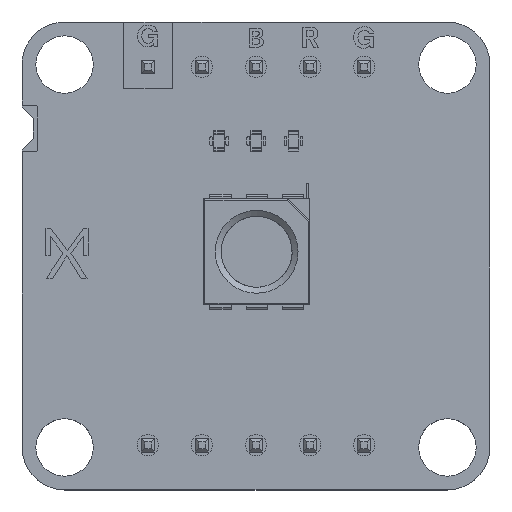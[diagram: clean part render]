
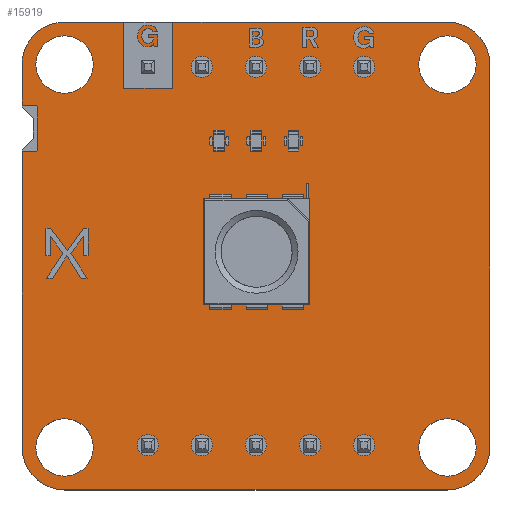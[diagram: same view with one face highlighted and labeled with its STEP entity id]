
A CAD part, top view. The second image highlights one B-rep face of the part: STEP entity #15919.
In plain terms, the highlighted planar face has unit normal (0, 0, 1).
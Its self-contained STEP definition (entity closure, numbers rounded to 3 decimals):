
#15584 = VERTEX_POINT('',#15585);
#15585 = CARTESIAN_POINT('',(8.998,11.,1.51));
#15591 = EDGE_CURVE('',#15584,#15592,#15594,.T.);
#15592 = VERTEX_POINT('',#15593);
#15593 = CARTESIAN_POINT('',(10.998,9.,1.51));
#15594 = CIRCLE('',#15595,2.);
#15595 = AXIS2_PLACEMENT_3D('',#15596,#15597,#15598);
#15596 = CARTESIAN_POINT('',(8.998,9.,1.51));
#15597 = DIRECTION('',(0.,0.,-1.));
#15598 = DIRECTION('',(0.,1.,0.));
#15626 = VERTEX_POINT('',#15627);
#15627 = CARTESIAN_POINT('',(-8.993,11.,1.51));
#15633 = EDGE_CURVE('',#15626,#15584,#15634,.T.);
#15634 = LINE('',#15635,#15636);
#15635 = CARTESIAN_POINT('',(-8.993,11.,1.51));
#15636 = VECTOR('',#15637,1.);
#15637 = DIRECTION('',(1.,0.,0.));
#15655 = EDGE_CURVE('',#15592,#15656,#15658,.T.);
#15656 = VERTEX_POINT('',#15657);
#15657 = CARTESIAN_POINT('',(10.998,-9.,1.51));
#15658 = LINE('',#15659,#15660);
#15659 = CARTESIAN_POINT('',(10.998,9.,1.51));
#15660 = VECTOR('',#15661,1.);
#15661 = DIRECTION('',(0.,-1.,0.));
#15919 = ADVANCED_FACE('',(#15920,#15998,#16009,#16020,#16031,#16042,
    #16053,#16064,#16075,#16086,#16097,#16108,#16119,#16130,#16141),
  #16152,.T.);
#15920 = FACE_BOUND('',#15921,.T.);
#15921 = EDGE_LOOP('',(#15922,#15923,#15924,#15933,#15941,#15949,#15957,
    #15965,#15973,#15982,#15990,#15997));
#15922 = ORIENTED_EDGE('',*,*,#15591,.F.);
#15923 = ORIENTED_EDGE('',*,*,#15633,.F.);
#15924 = ORIENTED_EDGE('',*,*,#15925,.F.);
#15925 = EDGE_CURVE('',#15926,#15626,#15928,.T.);
#15926 = VERTEX_POINT('',#15927);
#15927 = CARTESIAN_POINT('',(-11.002,9.,1.51));
#15928 = CIRCLE('',#15929,2.);
#15929 = AXIS2_PLACEMENT_3D('',#15930,#15931,#15932);
#15930 = CARTESIAN_POINT('',(-9.002,9.,1.51));
#15931 = DIRECTION('',(0.,0.,-1.));
#15932 = DIRECTION('',(-1.,0.,0.));
#15933 = ORIENTED_EDGE('',*,*,#15934,.F.);
#15934 = EDGE_CURVE('',#15935,#15926,#15937,.T.);
#15935 = VERTEX_POINT('',#15936);
#15936 = CARTESIAN_POINT('',(-11.002,7.,1.51));
#15937 = LINE('',#15938,#15939);
#15938 = CARTESIAN_POINT('',(-11.002,7.,1.51));
#15939 = VECTOR('',#15940,1.);
#15940 = DIRECTION('',(0.,1.,0.));
#15941 = ORIENTED_EDGE('',*,*,#15942,.F.);
#15942 = EDGE_CURVE('',#15943,#15935,#15945,.T.);
#15943 = VERTEX_POINT('',#15944);
#15944 = CARTESIAN_POINT('',(-10.472,6.47,1.51));
#15945 = LINE('',#15946,#15947);
#15946 = CARTESIAN_POINT('',(-10.472,6.47,1.51));
#15947 = VECTOR('',#15948,1.);
#15948 = DIRECTION('',(-0.707,0.707,0.));
#15949 = ORIENTED_EDGE('',*,*,#15950,.F.);
#15950 = EDGE_CURVE('',#15951,#15943,#15953,.T.);
#15951 = VERTEX_POINT('',#15952);
#15952 = CARTESIAN_POINT('',(-10.472,5.53,1.51));
#15953 = LINE('',#15954,#15955);
#15954 = CARTESIAN_POINT('',(-10.472,5.53,1.51));
#15955 = VECTOR('',#15956,1.);
#15956 = DIRECTION('',(0.,1.,0.));
#15957 = ORIENTED_EDGE('',*,*,#15958,.F.);
#15958 = EDGE_CURVE('',#15959,#15951,#15961,.T.);
#15959 = VERTEX_POINT('',#15960);
#15960 = CARTESIAN_POINT('',(-11.002,5.,1.51));
#15961 = LINE('',#15962,#15963);
#15962 = CARTESIAN_POINT('',(-11.002,5.,1.51));
#15963 = VECTOR('',#15964,1.);
#15964 = DIRECTION('',(0.707,0.707,0.));
#15965 = ORIENTED_EDGE('',*,*,#15966,.F.);
#15966 = EDGE_CURVE('',#15967,#15959,#15969,.T.);
#15967 = VERTEX_POINT('',#15968);
#15968 = CARTESIAN_POINT('',(-11.002,-9.,1.51));
#15969 = LINE('',#15970,#15971);
#15970 = CARTESIAN_POINT('',(-11.002,-9.,1.51));
#15971 = VECTOR('',#15972,1.);
#15972 = DIRECTION('',(0.,1.,0.));
#15973 = ORIENTED_EDGE('',*,*,#15974,.F.);
#15974 = EDGE_CURVE('',#15975,#15967,#15977,.T.);
#15975 = VERTEX_POINT('',#15976);
#15976 = CARTESIAN_POINT('',(-9.002,-11.,1.51));
#15977 = CIRCLE('',#15978,2.);
#15978 = AXIS2_PLACEMENT_3D('',#15979,#15980,#15981);
#15979 = CARTESIAN_POINT('',(-9.002,-9.,1.51));
#15980 = DIRECTION('',(0.,0.,-1.));
#15981 = DIRECTION('',(0.,-1.,0.));
#15982 = ORIENTED_EDGE('',*,*,#15983,.F.);
#15983 = EDGE_CURVE('',#15984,#15975,#15986,.T.);
#15984 = VERTEX_POINT('',#15985);
#15985 = CARTESIAN_POINT('',(8.998,-11.,1.51));
#15986 = LINE('',#15987,#15988);
#15987 = CARTESIAN_POINT('',(8.998,-11.,1.51));
#15988 = VECTOR('',#15989,1.);
#15989 = DIRECTION('',(-1.,0.,0.));
#15990 = ORIENTED_EDGE('',*,*,#15991,.F.);
#15991 = EDGE_CURVE('',#15656,#15984,#15992,.T.);
#15992 = CIRCLE('',#15993,2.);
#15993 = AXIS2_PLACEMENT_3D('',#15994,#15995,#15996);
#15994 = CARTESIAN_POINT('',(8.998,-9.,1.51));
#15995 = DIRECTION('',(0.,0.,-1.));
#15996 = DIRECTION('',(1.,0.,0.));
#15997 = ORIENTED_EDGE('',*,*,#15655,.F.);
#15998 = FACE_BOUND('',#15999,.T.);
#15999 = EDGE_LOOP('',(#16000));
#16000 = ORIENTED_EDGE('',*,*,#16001,.T.);
#16001 = EDGE_CURVE('',#16002,#16002,#16004,.T.);
#16002 = VERTEX_POINT('',#16003);
#16003 = CARTESIAN_POINT('',(-9.002,-10.35,1.51));
#16004 = CIRCLE('',#16005,1.35);
#16005 = AXIS2_PLACEMENT_3D('',#16006,#16007,#16008);
#16006 = CARTESIAN_POINT('',(-9.002,-9.,1.51));
#16007 = DIRECTION('',(-0.,0.,-1.));
#16008 = DIRECTION('',(-0.,-1.,0.));
#16009 = FACE_BOUND('',#16010,.T.);
#16010 = EDGE_LOOP('',(#16011));
#16011 = ORIENTED_EDGE('',*,*,#16012,.T.);
#16012 = EDGE_CURVE('',#16013,#16013,#16015,.T.);
#16013 = VERTEX_POINT('',#16014);
#16014 = CARTESIAN_POINT('',(-5.082,-9.39,1.51));
#16015 = CIRCLE('',#16016,0.5);
#16016 = AXIS2_PLACEMENT_3D('',#16017,#16018,#16019);
#16017 = CARTESIAN_POINT('',(-5.082,-8.89,1.51));
#16018 = DIRECTION('',(-0.,0.,-1.));
#16019 = DIRECTION('',(-0.,-1.,0.));
#16020 = FACE_BOUND('',#16021,.T.);
#16021 = EDGE_LOOP('',(#16022));
#16022 = ORIENTED_EDGE('',*,*,#16023,.T.);
#16023 = EDGE_CURVE('',#16024,#16024,#16026,.T.);
#16024 = VERTEX_POINT('',#16025);
#16025 = CARTESIAN_POINT('',(-2.542,-9.39,1.51));
#16026 = CIRCLE('',#16027,0.5);
#16027 = AXIS2_PLACEMENT_3D('',#16028,#16029,#16030);
#16028 = CARTESIAN_POINT('',(-2.542,-8.89,1.51));
#16029 = DIRECTION('',(-0.,0.,-1.));
#16030 = DIRECTION('',(-0.,-1.,0.));
#16031 = FACE_BOUND('',#16032,.T.);
#16032 = EDGE_LOOP('',(#16033));
#16033 = ORIENTED_EDGE('',*,*,#16034,.T.);
#16034 = EDGE_CURVE('',#16035,#16035,#16037,.T.);
#16035 = VERTEX_POINT('',#16036);
#16036 = CARTESIAN_POINT('',(-0.002,-9.39,1.51));
#16037 = CIRCLE('',#16038,0.5);
#16038 = AXIS2_PLACEMENT_3D('',#16039,#16040,#16041);
#16039 = CARTESIAN_POINT('',(-0.002,-8.89,1.51));
#16040 = DIRECTION('',(-0.,0.,-1.));
#16041 = DIRECTION('',(0.,-1.,-0.));
#16042 = FACE_BOUND('',#16043,.T.);
#16043 = EDGE_LOOP('',(#16044));
#16044 = ORIENTED_EDGE('',*,*,#16045,.T.);
#16045 = EDGE_CURVE('',#16046,#16046,#16048,.T.);
#16046 = VERTEX_POINT('',#16047);
#16047 = CARTESIAN_POINT('',(2.538,-9.39,1.51));
#16048 = CIRCLE('',#16049,0.5);
#16049 = AXIS2_PLACEMENT_3D('',#16050,#16051,#16052);
#16050 = CARTESIAN_POINT('',(2.538,-8.89,1.51));
#16051 = DIRECTION('',(-0.,0.,-1.));
#16052 = DIRECTION('',(-0.,-1.,0.));
#16053 = FACE_BOUND('',#16054,.T.);
#16054 = EDGE_LOOP('',(#16055));
#16055 = ORIENTED_EDGE('',*,*,#16056,.T.);
#16056 = EDGE_CURVE('',#16057,#16057,#16059,.T.);
#16057 = VERTEX_POINT('',#16058);
#16058 = CARTESIAN_POINT('',(5.078,-9.39,1.51));
#16059 = CIRCLE('',#16060,0.5);
#16060 = AXIS2_PLACEMENT_3D('',#16061,#16062,#16063);
#16061 = CARTESIAN_POINT('',(5.078,-8.89,1.51));
#16062 = DIRECTION('',(-0.,0.,-1.));
#16063 = DIRECTION('',(-0.,-1.,0.));
#16064 = FACE_BOUND('',#16065,.T.);
#16065 = EDGE_LOOP('',(#16066));
#16066 = ORIENTED_EDGE('',*,*,#16067,.T.);
#16067 = EDGE_CURVE('',#16068,#16068,#16070,.T.);
#16068 = VERTEX_POINT('',#16069);
#16069 = CARTESIAN_POINT('',(8.998,-10.35,1.51));
#16070 = CIRCLE('',#16071,1.35);
#16071 = AXIS2_PLACEMENT_3D('',#16072,#16073,#16074);
#16072 = CARTESIAN_POINT('',(8.998,-9.,1.51));
#16073 = DIRECTION('',(-0.,0.,-1.));
#16074 = DIRECTION('',(-0.,-1.,0.));
#16075 = FACE_BOUND('',#16076,.T.);
#16076 = EDGE_LOOP('',(#16077));
#16077 = ORIENTED_EDGE('',*,*,#16078,.T.);
#16078 = EDGE_CURVE('',#16079,#16079,#16081,.T.);
#16079 = VERTEX_POINT('',#16080);
#16080 = CARTESIAN_POINT('',(-9.002,7.65,1.51));
#16081 = CIRCLE('',#16082,1.35);
#16082 = AXIS2_PLACEMENT_3D('',#16083,#16084,#16085);
#16083 = CARTESIAN_POINT('',(-9.002,9.,1.51));
#16084 = DIRECTION('',(-0.,0.,-1.));
#16085 = DIRECTION('',(-0.,-1.,0.));
#16086 = FACE_BOUND('',#16087,.T.);
#16087 = EDGE_LOOP('',(#16088));
#16088 = ORIENTED_EDGE('',*,*,#16089,.T.);
#16089 = EDGE_CURVE('',#16090,#16090,#16092,.T.);
#16090 = VERTEX_POINT('',#16091);
#16091 = CARTESIAN_POINT('',(-5.082,8.39,1.51));
#16092 = CIRCLE('',#16093,0.5);
#16093 = AXIS2_PLACEMENT_3D('',#16094,#16095,#16096);
#16094 = CARTESIAN_POINT('',(-5.082,8.89,1.51));
#16095 = DIRECTION('',(-0.,0.,-1.));
#16096 = DIRECTION('',(-0.,-1.,0.));
#16097 = FACE_BOUND('',#16098,.T.);
#16098 = EDGE_LOOP('',(#16099));
#16099 = ORIENTED_EDGE('',*,*,#16100,.T.);
#16100 = EDGE_CURVE('',#16101,#16101,#16103,.T.);
#16101 = VERTEX_POINT('',#16102);
#16102 = CARTESIAN_POINT('',(-2.542,8.39,1.51));
#16103 = CIRCLE('',#16104,0.5);
#16104 = AXIS2_PLACEMENT_3D('',#16105,#16106,#16107);
#16105 = CARTESIAN_POINT('',(-2.542,8.89,1.51));
#16106 = DIRECTION('',(-0.,0.,-1.));
#16107 = DIRECTION('',(-0.,-1.,0.));
#16108 = FACE_BOUND('',#16109,.T.);
#16109 = EDGE_LOOP('',(#16110));
#16110 = ORIENTED_EDGE('',*,*,#16111,.T.);
#16111 = EDGE_CURVE('',#16112,#16112,#16114,.T.);
#16112 = VERTEX_POINT('',#16113);
#16113 = CARTESIAN_POINT('',(-0.002,8.39,1.51));
#16114 = CIRCLE('',#16115,0.5);
#16115 = AXIS2_PLACEMENT_3D('',#16116,#16117,#16118);
#16116 = CARTESIAN_POINT('',(-0.002,8.89,1.51));
#16117 = DIRECTION('',(-0.,0.,-1.));
#16118 = DIRECTION('',(0.,-1.,-0.));
#16119 = FACE_BOUND('',#16120,.T.);
#16120 = EDGE_LOOP('',(#16121));
#16121 = ORIENTED_EDGE('',*,*,#16122,.T.);
#16122 = EDGE_CURVE('',#16123,#16123,#16125,.T.);
#16123 = VERTEX_POINT('',#16124);
#16124 = CARTESIAN_POINT('',(2.538,8.39,1.51));
#16125 = CIRCLE('',#16126,0.5);
#16126 = AXIS2_PLACEMENT_3D('',#16127,#16128,#16129);
#16127 = CARTESIAN_POINT('',(2.538,8.89,1.51));
#16128 = DIRECTION('',(-0.,0.,-1.));
#16129 = DIRECTION('',(-0.,-1.,0.));
#16130 = FACE_BOUND('',#16131,.T.);
#16131 = EDGE_LOOP('',(#16132));
#16132 = ORIENTED_EDGE('',*,*,#16133,.T.);
#16133 = EDGE_CURVE('',#16134,#16134,#16136,.T.);
#16134 = VERTEX_POINT('',#16135);
#16135 = CARTESIAN_POINT('',(5.078,8.39,1.51));
#16136 = CIRCLE('',#16137,0.5);
#16137 = AXIS2_PLACEMENT_3D('',#16138,#16139,#16140);
#16138 = CARTESIAN_POINT('',(5.078,8.89,1.51));
#16139 = DIRECTION('',(-0.,0.,-1.));
#16140 = DIRECTION('',(-0.,-1.,0.));
#16141 = FACE_BOUND('',#16142,.T.);
#16142 = EDGE_LOOP('',(#16143));
#16143 = ORIENTED_EDGE('',*,*,#16144,.T.);
#16144 = EDGE_CURVE('',#16145,#16145,#16147,.T.);
#16145 = VERTEX_POINT('',#16146);
#16146 = CARTESIAN_POINT('',(8.998,7.65,1.51));
#16147 = CIRCLE('',#16148,1.35);
#16148 = AXIS2_PLACEMENT_3D('',#16149,#16150,#16151);
#16149 = CARTESIAN_POINT('',(8.998,9.,1.51));
#16150 = DIRECTION('',(-0.,0.,-1.));
#16151 = DIRECTION('',(-0.,-1.,0.));
#16152 = PLANE('',#16153);
#16153 = AXIS2_PLACEMENT_3D('',#16154,#16155,#16156);
#16154 = CARTESIAN_POINT('',(0.,0.,1.51));
#16155 = DIRECTION('',(0.,0.,1.));
#16156 = DIRECTION('',(1.,0.,-0.));
